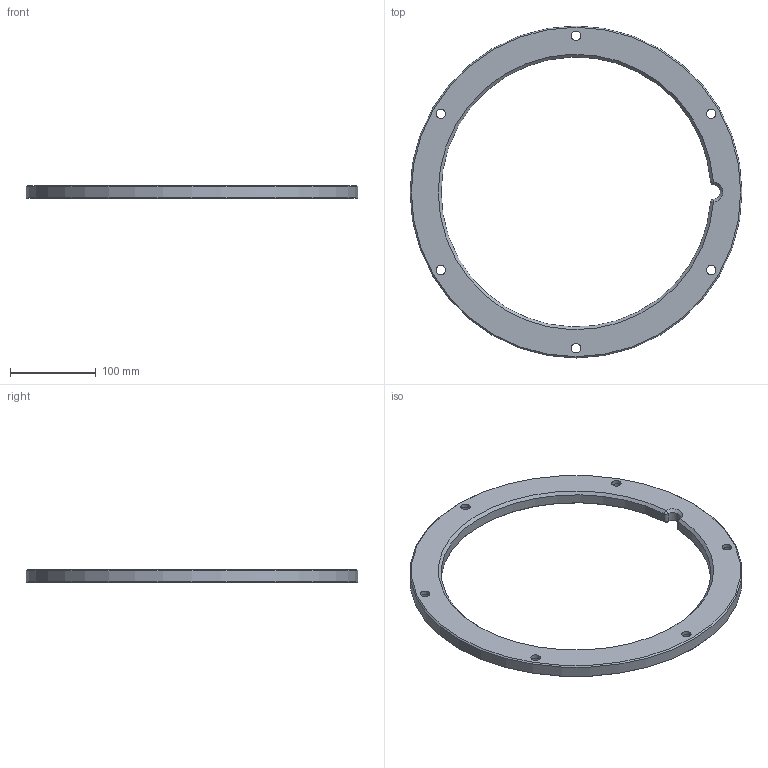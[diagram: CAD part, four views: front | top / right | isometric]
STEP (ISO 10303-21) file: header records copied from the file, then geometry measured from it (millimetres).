
FILE_DESCRIPTION(/* description */ ('-'),/* implementation_level */ '2;1');
FILE_NAME(/* name */ '01af56a1-0c8e-469d-a3c6-b1d63710cd70.stp',/* time_stamp */ '2018-07-10T03:53:49-07:00',/* author */ ('-'),/* organization */ ('NTI CADcenter A/S'),/* preprocessor_version */ 'ST-DEVELOPER v16.5',/* originating_system */ 'Autodesk Inventor 2017',/* authorisation */ '-');
FILE_SCHEMA (('AUTOMOTIVE_DESIGN { 1 0 10303 214 3 1 1 }'));
Length unit declared in the file: millimetre
Products named in the file (1): 439428
Bounding box: 388 x 388 x 15 mm (x, y, z)
Volume: 573099.2 mm3; surface area: 112898.2 mm2
Topology: 1 solids, 1 shells, 35 faces, 71 edges, 44 vertices
Faces by surface type: cylinder 17, cone 10, plane 8
Full cylindrical faces by diameter (mm): 11 x6, 18 x6, 388 x1
Entity records: 912 total; most frequent: DIRECTION 172, CARTESIAN_POINT 136, ORIENTED_EDGE 112, AXIS2_PLACEMENT_3D 80, EDGE_LOOP 70, EDGE_CURVE 56, CIRCLE 44, VERTEX_POINT 44
